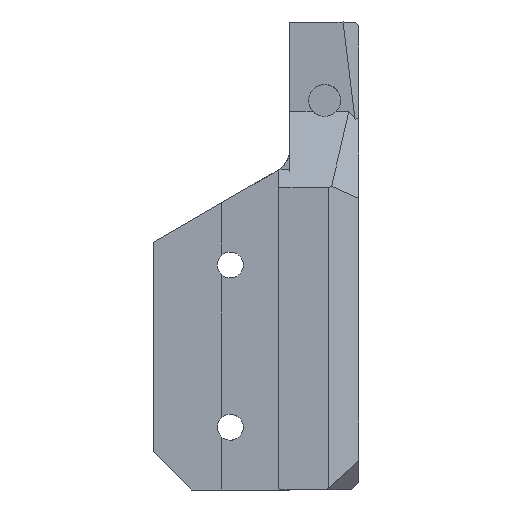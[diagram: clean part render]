
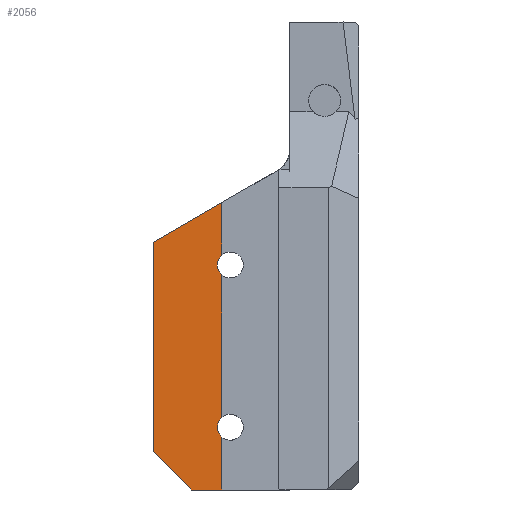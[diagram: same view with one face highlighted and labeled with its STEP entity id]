
A CAD part, front view. The second image highlights one B-rep face of the part: STEP entity #2056.
In plain terms, the highlighted planar face has unit normal (0, -1, 0).
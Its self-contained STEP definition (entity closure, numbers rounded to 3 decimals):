
#78=FACE_OUTER_BOUND('',#195,.T.);
#195=EDGE_LOOP('',(#1494,#1495,#1496,#1497,#1498,#1499,#1500,#1501,#1502));
#330=CIRCLE('',#2211,1.7);
#331=CIRCLE('',#2212,1.7);
#448=LINE('',#3210,#689);
#449=LINE('',#3212,#690);
#450=LINE('',#3214,#691);
#451=LINE('',#3216,#692);
#452=LINE('',#3218,#693);
#453=LINE('',#3222,#694);
#454=LINE('',#3225,#695);
#689=VECTOR('',#2539,10.417);
#690=VECTOR('',#2540,27.498);
#691=VECTOR('',#2541,7.071);
#692=VECTOR('',#2542,4.021);
#693=VECTOR('',#2543,6.938);
#694=VECTOR('',#2546,18.694);
#695=VECTOR('',#2549,6.89);
#956=VERTEX_POINT('',#3208);
#957=VERTEX_POINT('',#3209);
#958=VERTEX_POINT('',#3211);
#959=VERTEX_POINT('',#3213);
#960=VERTEX_POINT('',#3215);
#961=VERTEX_POINT('',#3217);
#962=VERTEX_POINT('',#3219);
#963=VERTEX_POINT('',#3221);
#964=VERTEX_POINT('',#3223);
#1166=EDGE_CURVE('',#956,#957,#448,.T.);
#1167=EDGE_CURVE('',#957,#958,#449,.T.);
#1168=EDGE_CURVE('',#958,#959,#450,.T.);
#1169=EDGE_CURVE('',#959,#960,#451,.T.);
#1170=EDGE_CURVE('',#961,#960,#452,.T.);
#1171=EDGE_CURVE('',#961,#962,#330,.T.);
#1172=EDGE_CURVE('',#963,#962,#453,.T.);
#1173=EDGE_CURVE('',#963,#964,#331,.T.);
#1174=EDGE_CURVE('',#956,#964,#454,.T.);
#1494=ORIENTED_EDGE('',*,*,#1166,.T.);
#1495=ORIENTED_EDGE('',*,*,#1167,.T.);
#1496=ORIENTED_EDGE('',*,*,#1168,.T.);
#1497=ORIENTED_EDGE('',*,*,#1169,.T.);
#1498=ORIENTED_EDGE('',*,*,#1170,.F.);
#1499=ORIENTED_EDGE('',*,*,#1171,.T.);
#1500=ORIENTED_EDGE('',*,*,#1172,.F.);
#1501=ORIENTED_EDGE('',*,*,#1173,.T.);
#1502=ORIENTED_EDGE('',*,*,#1174,.F.);
#1974=PLANE('',#2210);
#2056=ADVANCED_FACE('',(#78),#1974,.F.);
#2210=AXIS2_PLACEMENT_3D('',#3207,#2537,#2538);
#2211=AXIS2_PLACEMENT_3D('',#3220,#2544,#2545);
#2212=AXIS2_PLACEMENT_3D('',#3224,#2547,#2548);
#2537=DIRECTION('center_axis',(0.,1.,0.));
#2538=DIRECTION('ref_axis',(0.,0.,1.));
#2539=DIRECTION('',(-0.866,0.,-0.5));
#2540=DIRECTION('',(0.,0.,-1.));
#2541=DIRECTION('',(0.707,0.,-0.707));
#2542=DIRECTION('',(1.,0.,0.));
#2543=DIRECTION('',(0.,0.,-1.));
#2544=DIRECTION('center_axis',(0.,1.,0.));
#2545=DIRECTION('ref_axis',(0.,0.,1.));
#2546=DIRECTION('',(0.,0.,-1.));
#2547=DIRECTION('center_axis',(0.,1.,0.));
#2548=DIRECTION('ref_axis',(0.,0.,1.));
#2549=DIRECTION('',(0.,0.,-1.));
#3207=CARTESIAN_POINT('Origin',(101.939,106.5,1.6));
#3208=CARTESIAN_POINT('',(106.15,106.5,-4.694));
#3209=CARTESIAN_POINT('',(97.129,106.5,-9.902));
#3210=CARTESIAN_POINT('',(106.15,106.5,-4.694));
#3211=CARTESIAN_POINT('',(97.129,106.5,-37.4));
#3212=CARTESIAN_POINT('',(97.129,106.5,-9.902));
#3213=CARTESIAN_POINT('',(102.129,106.5,-42.4));
#3214=CARTESIAN_POINT('',(97.129,106.5,-37.4));
#3215=CARTESIAN_POINT('',(106.15,106.5,-42.4));
#3216=CARTESIAN_POINT('',(102.129,106.5,-42.4));
#3217=CARTESIAN_POINT('',(106.15,106.5,-35.462));
#3218=CARTESIAN_POINT('',(106.15,106.5,-35.462));
#3219=CARTESIAN_POINT('',(106.15,106.5,-32.87));
#3220=CARTESIAN_POINT('Origin',(107.25,106.5,-34.166));
#3221=CARTESIAN_POINT('',(106.15,106.5,-14.176));
#3222=CARTESIAN_POINT('',(106.15,106.5,-14.176));
#3223=CARTESIAN_POINT('',(106.15,106.5,-11.584));
#3224=CARTESIAN_POINT('Origin',(107.25,106.5,-12.88));
#3225=CARTESIAN_POINT('',(106.15,106.5,-4.694));
